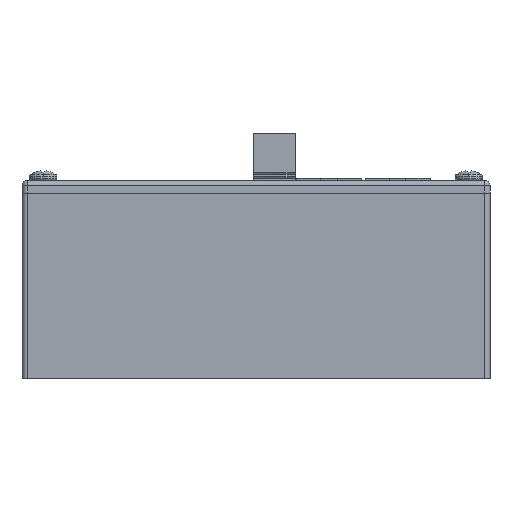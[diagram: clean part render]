
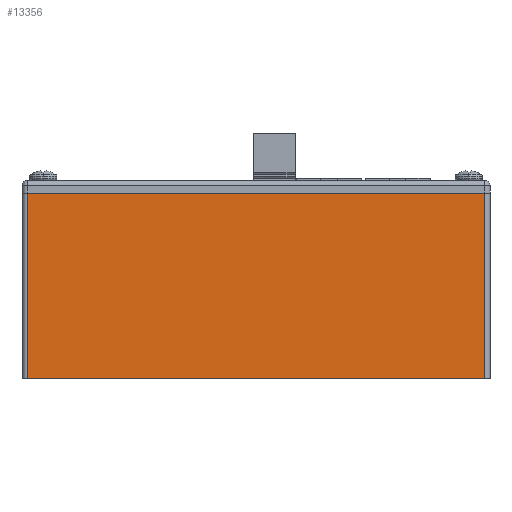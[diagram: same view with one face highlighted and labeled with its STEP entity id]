
A CAD part, front view. The second image highlights one B-rep face of the part: STEP entity #13356.
In plain terms, the highlighted planar face has unit normal (0, -1, 0).
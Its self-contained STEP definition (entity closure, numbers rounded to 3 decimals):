
#445 = VECTOR ( 'NONE', #21554, 1000. ) ;
#527 = ORIENTED_EDGE ( 'NONE', *, *, #6712, .F. ) ;
#679 = VERTEX_POINT ( 'NONE', #23315 ) ;
#704 = CARTESIAN_POINT ( 'NONE',  ( 95., 0., 0. ) ) ;
#860 = DIRECTION ( 'NONE',  ( 1., 0., 0. ) ) ;
#935 = CARTESIAN_POINT ( 'NONE',  ( 93.984, 0., 37.592 ) ) ;
#965 = VERTEX_POINT ( 'NONE', #12745 ) ;
#1617 = ORIENTED_EDGE ( 'NONE', *, *, #5394, .F. ) ;
#2888 = PLANE ( 'NONE',  #24027 ) ;
#3125 = DIRECTION ( 'NONE',  ( 0., 1., 0. ) ) ;
#5227 = DIRECTION ( 'NONE',  ( 0., 0., -1. ) ) ;
#5394 = EDGE_CURVE ( 'NONE', #23154, #23786, #23515, .T. ) ;
#6712 = EDGE_CURVE ( 'NONE', #965, #23154, #22215, .T. ) ;
#7028 = EDGE_LOOP ( 'NONE', ( #1617, #527, #21131, #21569 ) ) ;
#8677 = DIRECTION ( 'NONE',  ( -1., 0., 0. ) ) ;
#9266 = FACE_OUTER_BOUND ( 'NONE', #7028, .T. ) ;
#12738 = EDGE_CURVE ( 'NONE', #23786, #679, #17027, .T. ) ;
#12745 = CARTESIAN_POINT ( 'NONE',  ( 93.984, 0., 0. ) ) ;
#12940 = LINE ( 'NONE', #935, #15057 ) ;
#13345 = CARTESIAN_POINT ( 'NONE',  ( 1.016, 0., 0. ) ) ;
#13356 = ADVANCED_FACE ( 'NONE', ( #9266 ), #2888, .F. ) ;
#15057 = VECTOR ( 'NONE', #5227, 1000. ) ;
#15692 = CARTESIAN_POINT ( 'NONE',  ( 1.016, 0., 37.592 ) ) ;
#16268 = VECTOR ( 'NONE', #8677, 1000. ) ;
#17027 = LINE ( 'NONE', #22634, #18990 ) ;
#18990 = VECTOR ( 'NONE', #860, 1000. ) ;
#20985 = CARTESIAN_POINT ( 'NONE',  ( 95., 0., 37.592 ) ) ;
#21112 = DIRECTION ( 'NONE',  ( 0., 0., 1. ) ) ;
#21131 = ORIENTED_EDGE ( 'NONE', *, *, #24018, .F. ) ;
#21554 = DIRECTION ( 'NONE',  ( 0., 0., 1. ) ) ;
#21569 = ORIENTED_EDGE ( 'NONE', *, *, #12738, .F. ) ;
#22215 = LINE ( 'NONE', #704, #16268 ) ;
#22634 = CARTESIAN_POINT ( 'NONE',  ( 95., 0., 37.592 ) ) ;
#23154 = VERTEX_POINT ( 'NONE', #13345 ) ;
#23315 = CARTESIAN_POINT ( 'NONE',  ( 93.984, 0., 37.592 ) ) ;
#23515 = LINE ( 'NONE', #15692, #445 ) ;
#23786 = VERTEX_POINT ( 'NONE', #24686 ) ;
#24018 = EDGE_CURVE ( 'NONE', #679, #965, #12940, .T. ) ;
#24027 = AXIS2_PLACEMENT_3D ( 'NONE', #20985, #3125, #21112 ) ;
#24686 = CARTESIAN_POINT ( 'NONE',  ( 1.016, 0., 37.592 ) ) ;
